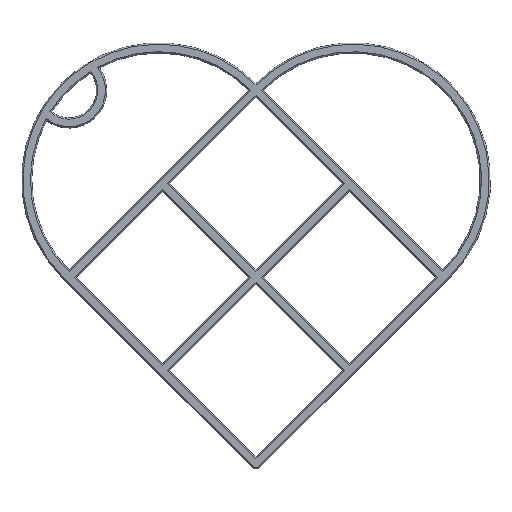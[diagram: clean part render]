
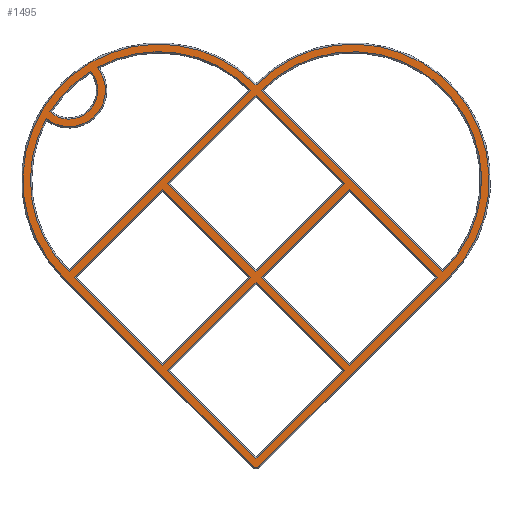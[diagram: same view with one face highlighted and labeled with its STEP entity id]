
A CAD part, top view. The second image highlights one B-rep face of the part: STEP entity #1495.
In plain terms, the highlighted planar face has unit normal (0, 0, 1).
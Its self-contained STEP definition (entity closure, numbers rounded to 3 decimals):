
#22=FACE_BOUND('',#563,.T.);
#23=FACE_BOUND('',#564,.T.);
#24=FACE_BOUND('',#565,.T.);
#25=FACE_BOUND('',#566,.T.);
#26=FACE_BOUND('',#567,.T.);
#27=FACE_BOUND('',#568,.T.);
#28=FACE_BOUND('',#569,.T.);
#106=LINE('',#2354,#265);
#109=LINE('',#2376,#268);
#110=LINE('',#2380,#269);
#111=LINE('',#2384,#270);
#112=LINE('',#2386,#271);
#113=LINE('',#2388,#272);
#114=LINE('',#2389,#273);
#115=LINE('',#2392,#274);
#116=LINE('',#2394,#275);
#117=LINE('',#2396,#276);
#118=LINE('',#2397,#277);
#119=LINE('',#2404,#278);
#120=LINE('',#2406,#279);
#121=LINE('',#2408,#280);
#122=LINE('',#2409,#281);
#123=LINE('',#2412,#282);
#124=LINE('',#2416,#283);
#125=LINE('',#2418,#284);
#126=LINE('',#2420,#285);
#127=LINE('',#2421,#286);
#265=VECTOR('',#1877,10.);
#268=VECTOR('',#1894,10.);
#269=VECTOR('',#1897,10.);
#270=VECTOR('',#1900,10.);
#271=VECTOR('',#1901,10.);
#272=VECTOR('',#1902,10.);
#273=VECTOR('',#1903,10.);
#274=VECTOR('',#1904,10.);
#275=VECTOR('',#1905,10.);
#276=VECTOR('',#1906,10.);
#277=VECTOR('',#1907,10.);
#278=VECTOR('',#1912,10.);
#279=VECTOR('',#1913,10.);
#280=VECTOR('',#1914,10.);
#281=VECTOR('',#1915,10.);
#282=VECTOR('',#1916,10.);
#283=VECTOR('',#1919,10.);
#284=VECTOR('',#1920,10.);
#285=VECTOR('',#1921,10.);
#286=VECTOR('',#1922,10.);
#378=PLANE('',#1627);
#460=FACE_OUTER_BOUND('',#562,.T.);
#562=EDGE_LOOP('',(#1184,#1185,#1186,#1187,#1188));
#563=EDGE_LOOP('',(#1189,#1190,#1191,#1192));
#564=EDGE_LOOP('',(#1193,#1194,#1195,#1196));
#565=EDGE_LOOP('',(#1197,#1198));
#566=EDGE_LOOP('',(#1199,#1200,#1201,#1202));
#567=EDGE_LOOP('',(#1203,#1204));
#568=EDGE_LOOP('',(#1205,#1206,#1207,#1208));
#569=EDGE_LOOP('',(#1209,#1210,#1211,#1212));
#665=CIRCLE('',#1619,18.7);
#667=CIRCLE('',#1623,18.7);
#668=CIRCLE('',#1625,5.3);
#669=CIRCLE('',#1628,19.8);
#670=CIRCLE('',#1629,0.8);
#671=CIRCLE('',#1630,19.8);
#672=CIRCLE('',#1631,18.7);
#673=CIRCLE('',#1632,4.2);
#674=CIRCLE('',#1633,18.7);
#747=VERTEX_POINT('',#2339);
#748=VERTEX_POINT('',#2340);
#750=VERTEX_POINT('',#2353);
#751=VERTEX_POINT('',#2361);
#752=VERTEX_POINT('',#2372);
#753=VERTEX_POINT('',#2373);
#754=VERTEX_POINT('',#2375);
#755=VERTEX_POINT('',#2377);
#756=VERTEX_POINT('',#2379);
#757=VERTEX_POINT('',#2382);
#758=VERTEX_POINT('',#2383);
#759=VERTEX_POINT('',#2385);
#760=VERTEX_POINT('',#2387);
#761=VERTEX_POINT('',#2390);
#762=VERTEX_POINT('',#2391);
#763=VERTEX_POINT('',#2393);
#764=VERTEX_POINT('',#2395);
#765=VERTEX_POINT('',#2398);
#766=VERTEX_POINT('',#2399);
#767=VERTEX_POINT('',#2402);
#768=VERTEX_POINT('',#2403);
#769=VERTEX_POINT('',#2405);
#770=VERTEX_POINT('',#2407);
#771=VERTEX_POINT('',#2410);
#772=VERTEX_POINT('',#2411);
#773=VERTEX_POINT('',#2414);
#774=VERTEX_POINT('',#2415);
#775=VERTEX_POINT('',#2417);
#776=VERTEX_POINT('',#2419);
#897=EDGE_CURVE('',#747,#748,#665,.T.);
#901=EDGE_CURVE('',#748,#750,#106,.T.);
#904=EDGE_CURVE('',#750,#751,#667,.T.);
#906=EDGE_CURVE('',#751,#747,#668,.T.);
#908=EDGE_CURVE('',#752,#753,#669,.T.);
#909=EDGE_CURVE('',#754,#752,#109,.T.);
#910=EDGE_CURVE('',#755,#754,#670,.T.);
#911=EDGE_CURVE('',#756,#755,#110,.T.);
#912=EDGE_CURVE('',#753,#756,#671,.T.);
#913=EDGE_CURVE('',#757,#758,#111,.T.);
#914=EDGE_CURVE('',#759,#757,#112,.T.);
#915=EDGE_CURVE('',#760,#759,#113,.T.);
#916=EDGE_CURVE('',#758,#760,#114,.T.);
#917=EDGE_CURVE('',#761,#762,#115,.T.);
#918=EDGE_CURVE('',#763,#761,#116,.T.);
#919=EDGE_CURVE('',#764,#763,#117,.T.);
#920=EDGE_CURVE('',#762,#764,#118,.T.);
#921=EDGE_CURVE('',#765,#766,#672,.T.);
#922=EDGE_CURVE('',#766,#765,#673,.T.);
#923=EDGE_CURVE('',#767,#768,#119,.T.);
#924=EDGE_CURVE('',#769,#767,#120,.T.);
#925=EDGE_CURVE('',#770,#769,#121,.T.);
#926=EDGE_CURVE('',#768,#770,#122,.T.);
#927=EDGE_CURVE('',#771,#772,#123,.T.);
#928=EDGE_CURVE('',#772,#771,#674,.T.);
#929=EDGE_CURVE('',#773,#774,#124,.T.);
#930=EDGE_CURVE('',#775,#773,#125,.T.);
#931=EDGE_CURVE('',#776,#775,#126,.T.);
#932=EDGE_CURVE('',#774,#776,#127,.T.);
#1184=ORIENTED_EDGE('',*,*,#908,.F.);
#1185=ORIENTED_EDGE('',*,*,#909,.F.);
#1186=ORIENTED_EDGE('',*,*,#910,.F.);
#1187=ORIENTED_EDGE('',*,*,#911,.F.);
#1188=ORIENTED_EDGE('',*,*,#912,.F.);
#1189=ORIENTED_EDGE('',*,*,#913,.F.);
#1190=ORIENTED_EDGE('',*,*,#914,.F.);
#1191=ORIENTED_EDGE('',*,*,#915,.F.);
#1192=ORIENTED_EDGE('',*,*,#916,.F.);
#1193=ORIENTED_EDGE('',*,*,#917,.F.);
#1194=ORIENTED_EDGE('',*,*,#918,.F.);
#1195=ORIENTED_EDGE('',*,*,#919,.F.);
#1196=ORIENTED_EDGE('',*,*,#920,.F.);
#1197=ORIENTED_EDGE('',*,*,#921,.F.);
#1198=ORIENTED_EDGE('',*,*,#922,.F.);
#1199=ORIENTED_EDGE('',*,*,#923,.F.);
#1200=ORIENTED_EDGE('',*,*,#924,.F.);
#1201=ORIENTED_EDGE('',*,*,#925,.F.);
#1202=ORIENTED_EDGE('',*,*,#926,.F.);
#1203=ORIENTED_EDGE('',*,*,#927,.F.);
#1204=ORIENTED_EDGE('',*,*,#928,.F.);
#1205=ORIENTED_EDGE('',*,*,#929,.F.);
#1206=ORIENTED_EDGE('',*,*,#930,.F.);
#1207=ORIENTED_EDGE('',*,*,#931,.F.);
#1208=ORIENTED_EDGE('',*,*,#932,.F.);
#1209=ORIENTED_EDGE('',*,*,#897,.F.);
#1210=ORIENTED_EDGE('',*,*,#906,.F.);
#1211=ORIENTED_EDGE('',*,*,#904,.F.);
#1212=ORIENTED_EDGE('',*,*,#901,.F.);
#1495=ADVANCED_FACE('',(#460,#22,#23,#24,#25,#26,#27,#28),#378,.T.);
#1619=AXIS2_PLACEMENT_3D('',#2341,#1871,#1872);
#1623=AXIS2_PLACEMENT_3D('',#2362,#1881,#1882);
#1625=AXIS2_PLACEMENT_3D('',#2368,#1885,#1886);
#1627=AXIS2_PLACEMENT_3D('',#2371,#1890,#1891);
#1628=AXIS2_PLACEMENT_3D('',#2374,#1892,#1893);
#1629=AXIS2_PLACEMENT_3D('',#2378,#1895,#1896);
#1630=AXIS2_PLACEMENT_3D('',#2381,#1898,#1899);
#1631=AXIS2_PLACEMENT_3D('',#2400,#1908,#1909);
#1632=AXIS2_PLACEMENT_3D('',#2401,#1910,#1911);
#1633=AXIS2_PLACEMENT_3D('',#2413,#1917,#1918);
#1871=DIRECTION('center_axis',(0.,0.,1.));
#1872=DIRECTION('ref_axis',(-0.707,-0.707,0.));
#1877=DIRECTION('',(0.707,0.707,0.));
#1881=DIRECTION('center_axis',(0.,0.,1.));
#1882=DIRECTION('ref_axis',(0.707,0.707,0.));
#1885=DIRECTION('center_axis',(0.,0.,-1.));
#1886=DIRECTION('ref_axis',(-0.594,-0.804,0.));
#1890=DIRECTION('center_axis',(0.,0.,1.));
#1891=DIRECTION('ref_axis',(1.,0.,0.));
#1892=DIRECTION('center_axis',(0.,0.,-1.));
#1893=DIRECTION('ref_axis',(0.707,0.707,0.));
#1894=DIRECTION('',(-0.707,0.707,0.));
#1895=DIRECTION('center_axis',(0.,0.,-1.));
#1896=DIRECTION('ref_axis',(0.,-1.,0.));
#1897=DIRECTION('',(-0.707,-0.707,0.));
#1898=DIRECTION('center_axis',(0.,0.,-1.));
#1899=DIRECTION('ref_axis',(0.707,-0.707,0.));
#1900=DIRECTION('',(0.707,0.707,0.));
#1901=DIRECTION('',(0.707,-0.707,0.));
#1902=DIRECTION('',(-0.707,-0.707,0.));
#1903=DIRECTION('',(-0.707,0.707,0.));
#1904=DIRECTION('',(0.707,0.707,0.));
#1905=DIRECTION('',(0.707,-0.707,0.));
#1906=DIRECTION('',(-0.707,-0.707,0.));
#1907=DIRECTION('',(-0.707,0.707,0.));
#1908=DIRECTION('center_axis',(0.,0.,1.));
#1909=DIRECTION('ref_axis',(0.707,0.707,0.));
#1910=DIRECTION('center_axis',(0.,0.,1.));
#1911=DIRECTION('ref_axis',(-0.627,-0.779,0.));
#1912=DIRECTION('',(-0.707,-0.707,0.));
#1913=DIRECTION('',(-0.707,0.707,0.));
#1914=DIRECTION('',(0.707,0.707,0.));
#1915=DIRECTION('',(0.707,-0.707,0.));
#1916=DIRECTION('',(0.707,-0.707,0.));
#1917=DIRECTION('center_axis',(0.,0.,1.));
#1918=DIRECTION('ref_axis',(0.707,-0.707,0.));
#1919=DIRECTION('',(0.707,0.707,0.));
#1920=DIRECTION('',(0.707,-0.707,0.));
#1921=DIRECTION('',(-0.707,-0.707,0.));
#1922=DIRECTION('',(-0.707,0.707,0.));
#2339=CARTESIAN_POINT('',(-30.556,51.386,3.));
#2340=CARTESIAN_POINT('',(-27.223,29.063,3.));
#2341=CARTESIAN_POINT('Origin',(-14.142,42.426,3.));
#2353=CARTESIAN_POINT('',(-0.779,55.507,3.));
#2354=CARTESIAN_POINT('',(-6.728,49.558,3.));
#2361=CARTESIAN_POINT('',(-23.102,58.84,3.));
#2362=CARTESIAN_POINT('Origin',(-14.142,42.426,3.));
#2368=CARTESIAN_POINT('Origin',(-27.224,55.508,3.));
#2371=CARTESIAN_POINT('Origin',(0.,31.213,3.));
#2372=CARTESIAN_POINT('',(-28.143,28.426,3.));
#2373=CARTESIAN_POINT('',(0.,56.284,3.));
#2374=CARTESIAN_POINT('Origin',(-14.142,42.426,3.));
#2375=CARTESIAN_POINT('',(-0.566,0.849,3.));
#2376=CARTESIAN_POINT('',(-21.804,22.087,3.));
#2377=CARTESIAN_POINT('',(0.566,0.849,3.));
#2378=CARTESIAN_POINT('Origin',(0.,1.414,3.));
#2379=CARTESIAN_POINT('',(28.143,28.426,3.));
#2380=CARTESIAN_POINT('',(7.662,7.945,3.));
#2381=CARTESIAN_POINT('Origin',(14.142,42.426,3.));
#2382=CARTESIAN_POINT('',(0.,29.062,3.));
#2383=CARTESIAN_POINT('',(12.834,41.896,3.));
#2384=CARTESIAN_POINT('',(6.884,35.946,3.));
#2385=CARTESIAN_POINT('',(-12.834,41.896,3.));
#2386=CARTESIAN_POINT('',(-0.608,29.671,3.));
#2387=CARTESIAN_POINT('',(0.,54.73,3.));
#2388=CARTESIAN_POINT('',(-12.225,42.505,3.));
#2389=CARTESIAN_POINT('',(5.95,48.78,3.));
#2390=CARTESIAN_POINT('',(-13.612,15.45,3.));
#2391=CARTESIAN_POINT('',(-0.778,28.284,3.));
#2392=CARTESIAN_POINT('',(0.078,29.14,3.));
#2393=CARTESIAN_POINT('',(-26.446,28.284,3.));
#2394=CARTESIAN_POINT('',(-14.22,16.059,3.));
#2395=CARTESIAN_POINT('',(-13.612,41.118,3.));
#2396=CARTESIAN_POINT('',(-19.031,35.699,3.));
#2397=CARTESIAN_POINT('',(-7.662,35.168,3.));
#2398=CARTESIAN_POINT('',(-24.065,58.276,3.));
#2399=CARTESIAN_POINT('',(-29.992,52.35,3.));
#2400=CARTESIAN_POINT('Origin',(-14.142,42.426,3.));
#2401=CARTESIAN_POINT('Origin',(-27.224,55.508,3.));
#2402=CARTESIAN_POINT('',(13.612,41.118,3.));
#2403=CARTESIAN_POINT('',(0.778,28.284,3.));
#2404=CARTESIAN_POINT('',(1.386,28.893,3.));
#2405=CARTESIAN_POINT('',(26.446,28.284,3.));
#2406=CARTESIAN_POINT('',(12.756,41.974,3.));
#2407=CARTESIAN_POINT('',(13.612,15.45,3.));
#2408=CARTESIAN_POINT('',(20.496,22.334,3.));
#2409=CARTESIAN_POINT('',(6.197,22.865,3.));
#2410=CARTESIAN_POINT('',(0.779,55.507,3.));
#2411=CARTESIAN_POINT('',(27.223,29.063,3.));
#2412=CARTESIAN_POINT('',(19.809,36.476,3.));
#2413=CARTESIAN_POINT('Origin',(14.142,42.426,3.));
#2414=CARTESIAN_POINT('',(0.,1.838,3.));
#2415=CARTESIAN_POINT('',(12.834,14.672,3.));
#2416=CARTESIAN_POINT('',(13.69,15.528,3.));
#2417=CARTESIAN_POINT('',(-12.834,14.672,3.));
#2418=CARTESIAN_POINT('',(-7.414,9.253,3.));
#2419=CARTESIAN_POINT('',(0.,27.506,3.));
#2420=CARTESIAN_POINT('',(-5.42,22.087,3.));
#2421=CARTESIAN_POINT('',(-0.856,28.362,3.));
